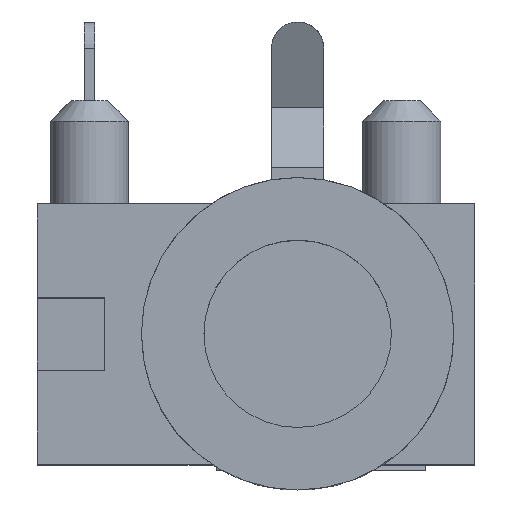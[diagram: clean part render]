
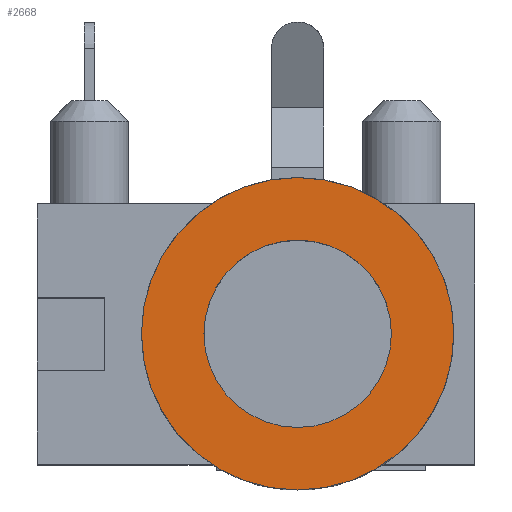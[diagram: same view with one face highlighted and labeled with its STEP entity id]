
A CAD part, top view. The second image highlights one B-rep face of the part: STEP entity #2668.
In plain terms, the highlighted planar face has unit normal (0, 0, 1).
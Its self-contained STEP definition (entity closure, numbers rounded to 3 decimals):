
#778=CARTESIAN_POINT('',(0.8,2.5,3.2));
#779=DIRECTION('',(0.,0.,1.));
#780=DIRECTION('',(1.,0.,0.));
#781=AXIS2_PLACEMENT_3D('',#778,#779,#780);
#783=CARTESIAN_POINT('',(0.8,2.5,3.2));
#784=DIRECTION('',(0.,0.,1.));
#785=DIRECTION('',(-1.,0.,0.));
#786=AXIS2_PLACEMENT_3D('',#783,#784,#785);
#788=CARTESIAN_POINT('',(0.8,2.5,3.2));
#789=DIRECTION('',(0.,0.,-1.));
#790=DIRECTION('',(1.,0.,0.));
#791=AXIS2_PLACEMENT_3D('',#788,#789,#790);
#793=CARTESIAN_POINT('',(0.8,2.5,3.2));
#794=DIRECTION('',(0.,0.,-1.));
#795=DIRECTION('',(-1.,0.,0.));
#796=AXIS2_PLACEMENT_3D('',#793,#794,#795);
#1417=CARTESIAN_POINT('',(3.8,2.5,3.2));
#1418=VERTEX_POINT('',#1417);
#1419=CARTESIAN_POINT('',(-2.2,2.5,3.2));
#1420=VERTEX_POINT('',#1419);
#1421=CARTESIAN_POINT('',(2.6,2.5,3.2));
#1422=CARTESIAN_POINT('',(-1.,2.5,3.2));
#1423=VERTEX_POINT('',#1421);
#1424=VERTEX_POINT('',#1422);
#2653=CARTESIAN_POINT('',(0.8,2.5,3.2));
#2654=DIRECTION('',(0.,0.,1.));
#2655=DIRECTION('',(1.,0.,0.));
#2656=AXIS2_PLACEMENT_3D('',#2653,#2654,#2655);
#2657=PLANE('',#2656);
#2658=ORIENTED_EDGE('',*,*,#1840,.F.);
#2659=ORIENTED_EDGE('',*,*,#1859,.F.);
#2660=EDGE_LOOP('',(#2658,#2659));
#2661=FACE_OUTER_BOUND('',#2660,.F.);
#2663=ORIENTED_EDGE('',*,*,#2662,.F.);
#2665=ORIENTED_EDGE('',*,*,#2664,.F.);
#2666=EDGE_LOOP('',(#2663,#2665));
#2667=FACE_BOUND('',#2666,.F.);
#782=CIRCLE('',#781,3.);
#787=CIRCLE('',#786,3.);
#792=CIRCLE('',#791,1.8);
#797=CIRCLE('',#796,1.8);
#1840=EDGE_CURVE('',#1418,#1420,#782,.T.);
#1859=EDGE_CURVE('',#1420,#1418,#787,.T.);
#2662=EDGE_CURVE('',#1423,#1424,#792,.T.);
#2664=EDGE_CURVE('',#1424,#1423,#797,.T.);
#2668=ADVANCED_FACE('',(#2661,#2667),#2657,.T.);
